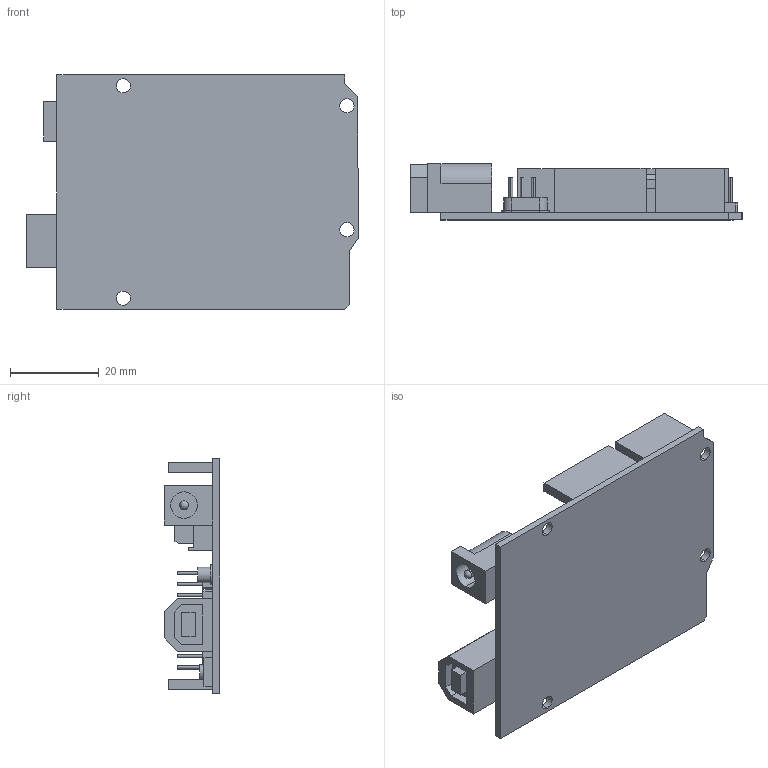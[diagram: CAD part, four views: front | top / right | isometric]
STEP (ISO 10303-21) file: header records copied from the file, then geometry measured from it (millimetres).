
FILE_DESCRIPTION (( 'STEP AP203' ), '1' );
FILE_NAME ('uno.STEP', '2022-05-14T22:59:40', ( '' ), ( '' ), 'SwSTEP 2.0', 'SolidWorks 2016', '' );
FILE_SCHEMA (( 'CONFIG_CONTROL_DESIGN' ));
Length unit declared in the file: millimetre
Products named in the file (1): uno
Bounding box: 75 x 12.6 x 53 mm (x, y, z)
Volume: 13170 mm3; surface area: 15925.6 mm2
Topology: 9 solids, 9 shells, 334 faces, 873 edges, 581 vertices
Faces by surface type: plane 289, cylinder 44, sphere 1
Entity records: 10299 total; most frequent: CARTESIAN_POINT 1783, ORIENTED_EDGE 1738, DIRECTION 1628, EDGE_CURVE 869, VECTOR 780, LINE 780, VERTEX_POINT 579, EDGE_LOOP 432
